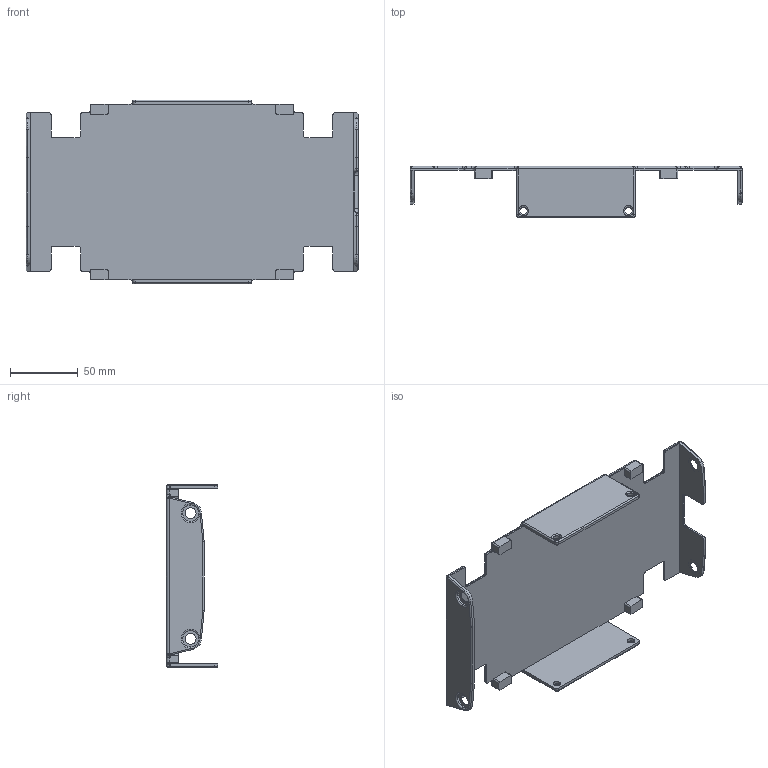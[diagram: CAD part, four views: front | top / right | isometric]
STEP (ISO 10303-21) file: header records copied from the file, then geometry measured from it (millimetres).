
FILE_DESCRIPTION (( 'STEP AP203' ), '1' );
FILE_NAME ('krytSpodokv3.STEP', '2025-03-16T17:45:09', ( '' ), ( '' ), 'SwSTEP 2.0', 'SolidWorks 2023', '' );
FILE_SCHEMA (( 'CONFIG_CONTROL_DESIGN' ));
Length unit declared in the file: millimetre
Products named in the file (1): krytSpodokv3
Bounding box: 245.6 x 38 x 136 mm (x, y, z)
Volume: 121233.2 mm3; surface area: 84132.3 mm2
Topology: 1 solids, 1 shells, 270 faces, 672 edges, 382 vertices
Faces by surface type: cylinder 132, plane 74, torus 42, bspline 22
Entity records: 8827 total; most frequent: CARTESIAN_POINT 2517, DIRECTION 1358, ORIENTED_EDGE 1300, EDGE_CURVE 650, AXIS2_PLACEMENT_3D 515, VERTEX_POINT 382, LINE 328, VECTOR 328
